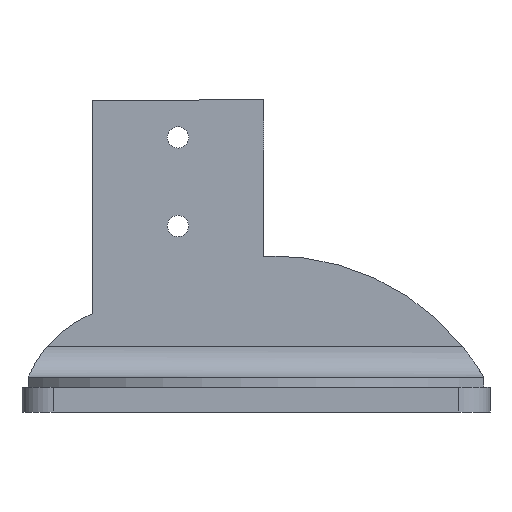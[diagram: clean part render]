
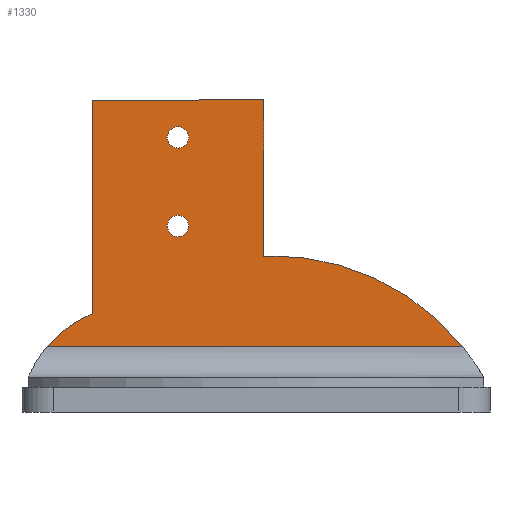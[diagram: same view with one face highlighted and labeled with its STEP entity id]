
A CAD part, front view. The second image highlights one B-rep face of the part: STEP entity #1330.
In plain terms, the highlighted planar face has unit normal (0, -1, 0).
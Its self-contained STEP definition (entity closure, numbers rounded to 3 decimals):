
#8 = ORIENTED_EDGE ( 'NONE', *, *, #1820, .F. ) ;
#42 = ORIENTED_EDGE ( 'NONE', *, *, #3021, .T. ) ;
#45 = ORIENTED_EDGE ( 'NONE', *, *, #1997, .T. ) ;
#54 = EDGE_CURVE ( 'NONE', #1130, #2782, #1215, .T. ) ;
#125 = DIRECTION ( 'NONE',  ( 0., 1., 0. ) ) ;
#179 = EDGE_CURVE ( 'NONE', #2383, #1130, #334, .T. ) ;
#206 = LINE ( 'NONE', #1696, #1709 ) ;
#257 = CIRCLE ( 'NONE', #2161, 3.4 ) ;
#259 = ORIENTED_EDGE ( 'NONE', *, *, #54, .F. ) ;
#334 = LINE ( 'NONE', #2459, #1686 ) ;
#376 = AXIS2_PLACEMENT_3D ( 'NONE', #1348, #653, #1092 ) ;
#473 = AXIS2_PLACEMENT_3D ( 'NONE', #2934, #2445, #1501 ) ;
#481 = DIRECTION ( 'NONE',  ( 1., 0., 0. ) ) ;
#584 = CARTESIAN_POINT ( 'NONE',  ( -41.95, -27.5, 21. ) ) ;
#613 = DIRECTION ( 'NONE',  ( 0., 0., -1. ) ) ;
#653 = DIRECTION ( 'NONE',  ( 0., 1., 0. ) ) ;
#741 = EDGE_LOOP ( 'NONE', ( #42, #1923 ) ) ;
#807 = VECTOR ( 'NONE', #481, 1000. ) ;
#916 = DIRECTION ( 'NONE',  ( 0., 1., 0. ) ) ;
#918 = CARTESIAN_POINT ( 'NONE',  ( 0., -27.5, 100. ) ) ;
#938 = EDGE_CURVE ( 'NONE', #2782, #2855, #2187, .T. ) ;
#1016 = ORIENTED_EDGE ( 'NONE', *, *, #938, .F. ) ;
#1042 = VERTEX_POINT ( 'NONE', #1966 ) ;
#1056 = CARTESIAN_POINT ( 'NONE',  ( -27.5, -27.5, 100. ) ) ;
#1090 = EDGE_LOOP ( 'NONE', ( #2839, #45 ) ) ;
#1092 = DIRECTION ( 'NONE',  ( 0., 0., -1. ) ) ;
#1106 = DIRECTION ( 'NONE',  ( 0., 0., -1. ) ) ;
#1130 = VERTEX_POINT ( 'NONE', #1056 ) ;
#1172 = FACE_OUTER_BOUND ( 'NONE', #2427, .T. ) ;
#1190 = CARTESIAN_POINT ( 'NONE',  ( 0., -27.5, 63. ) ) ;
#1215 = LINE ( 'NONE', #2838, #807 ) ;
#1276 = AXIS2_PLACEMENT_3D ( 'NONE', #1377, #916, #1862 ) ;
#1311 = DIRECTION ( 'NONE',  ( 0., 0., -1. ) ) ;
#1330 = ADVANCED_FACE ( 'NONE', ( #2522, #2555, #1172 ), #2567, .F. ) ;
#1348 = CARTESIAN_POINT ( 'NONE',  ( 0., -27.5, 59.6 ) ) ;
#1363 = CIRCLE ( 'NONE', #376, 3.4 ) ;
#1369 = DIRECTION ( 'NONE',  ( 0., 1., 0. ) ) ;
#1377 = CARTESIAN_POINT ( 'NONE',  ( -13.395, -27.5, -3.105 ) ) ;
#1407 = CARTESIAN_POINT ( 'NONE',  ( 91.143, -27.5, 21. ) ) ;
#1437 = VERTEX_POINT ( 'NONE', #1190 ) ;
#1480 = DIRECTION ( 'NONE',  ( 0., 1., 0. ) ) ;
#1501 = DIRECTION ( 'NONE',  ( 0., 0., -1. ) ) ;
#1523 = ORIENTED_EDGE ( 'NONE', *, *, #1525, .F. ) ;
#1525 = EDGE_CURVE ( 'NONE', #2341, #2070, #206, .T. ) ;
#1544 = CARTESIAN_POINT ( 'NONE',  ( 0., -27.5, 59.6 ) ) ;
#1686 = VECTOR ( 'NONE', #1988, 1000. ) ;
#1696 = CARTESIAN_POINT ( 'NONE',  ( 0., -27.5, 21. ) ) ;
#1700 = ORIENTED_EDGE ( 'NONE', *, *, #1776, .F. ) ;
#1709 = VECTOR ( 'NONE', #1946, 1000. ) ;
#1716 = EDGE_CURVE ( 'NONE', #1437, #1042, #1363, .T. ) ;
#1776 = EDGE_CURVE ( 'NONE', #2855, #2341, #2266, .T. ) ;
#1791 = CARTESIAN_POINT ( 'NONE',  ( 27.5, -27.5, 50. ) ) ;
#1820 = EDGE_CURVE ( 'NONE', #2070, #2383, #2898, .T. ) ;
#1854 = ORIENTED_EDGE ( 'NONE', *, *, #179, .F. ) ;
#1862 = DIRECTION ( 'NONE',  ( 0., 0., -1. ) ) ;
#1872 = CARTESIAN_POINT ( 'NONE',  ( 27.5, -27.5, 50. ) ) ;
#1884 = CIRCLE ( 'NONE', #473, 3.4 ) ;
#1923 = ORIENTED_EDGE ( 'NONE', *, *, #1716, .T. ) ;
#1946 = DIRECTION ( 'NONE',  ( -1., 0., 0. ) ) ;
#1966 = CARTESIAN_POINT ( 'NONE',  ( 0., -27.5, 56.2 ) ) ;
#1988 = DIRECTION ( 'NONE',  ( 0., 0., 1. ) ) ;
#1997 = EDGE_CURVE ( 'NONE', #2917, #2890, #2638, .T. ) ;
#2070 = VERTEX_POINT ( 'NONE', #584 ) ;
#2093 = DIRECTION ( 'NONE',  ( 0., 1., 0. ) ) ;
#2146 = CARTESIAN_POINT ( 'NONE',  ( 0., -27.5, 84.6 ) ) ;
#2161 = AXIS2_PLACEMENT_3D ( 'NONE', #1544, #125, #1311 ) ;
#2184 = CARTESIAN_POINT ( 'NONE',  ( 0., -27.5, 88. ) ) ;
#2187 = LINE ( 'NONE', #1791, #2598 ) ;
#2208 = AXIS2_PLACEMENT_3D ( 'NONE', #2292, #1369, #1106 ) ;
#2266 = CIRCLE ( 'NONE', #2208, 78.07 ) ;
#2292 = CARTESIAN_POINT ( 'NONE',  ( 30.379, -27.5, -28.017 ) ) ;
#2341 = VERTEX_POINT ( 'NONE', #1407 ) ;
#2383 = VERTEX_POINT ( 'NONE', #2581 ) ;
#2409 = CARTESIAN_POINT ( 'NONE',  ( 0., -27.5, 91.4 ) ) ;
#2427 = EDGE_LOOP ( 'NONE', ( #1700, #1016, #259, #1854, #8, #1523 ) ) ;
#2445 = DIRECTION ( 'NONE',  ( 0., 1., 0. ) ) ;
#2459 = CARTESIAN_POINT ( 'NONE',  ( -27.5, -27.5, 100. ) ) ;
#2483 = AXIS2_PLACEMENT_3D ( 'NONE', #918, #2093, #2800 ) ;
#2522 = FACE_BOUND ( 'NONE', #741, .T. ) ;
#2555 = FACE_BOUND ( 'NONE', #1090, .T. ) ;
#2567 = PLANE ( 'NONE',  #2483 ) ;
#2573 = CARTESIAN_POINT ( 'NONE',  ( 27.5, -27.5, 100. ) ) ;
#2581 = CARTESIAN_POINT ( 'NONE',  ( -27.5, -27.5, 31.5 ) ) ;
#2598 = VECTOR ( 'NONE', #613, 1000. ) ;
#2638 = CIRCLE ( 'NONE', #2874, 3.4 ) ;
#2782 = VERTEX_POINT ( 'NONE', #2573 ) ;
#2800 = DIRECTION ( 'NONE',  ( 0., 0., 1. ) ) ;
#2838 = CARTESIAN_POINT ( 'NONE',  ( 27.5, -27.5, 100. ) ) ;
#2839 = ORIENTED_EDGE ( 'NONE', *, *, #2968, .T. ) ;
#2855 = VERTEX_POINT ( 'NONE', #1872 ) ;
#2874 = AXIS2_PLACEMENT_3D ( 'NONE', #2184, #1480, #2915 ) ;
#2890 = VERTEX_POINT ( 'NONE', #2146 ) ;
#2898 = CIRCLE ( 'NONE', #1276, 37.369 ) ;
#2915 = DIRECTION ( 'NONE',  ( 0., 0., -1. ) ) ;
#2917 = VERTEX_POINT ( 'NONE', #2409 ) ;
#2934 = CARTESIAN_POINT ( 'NONE',  ( 0., -27.5, 88. ) ) ;
#2968 = EDGE_CURVE ( 'NONE', #2890, #2917, #1884, .T. ) ;
#3021 = EDGE_CURVE ( 'NONE', #1042, #1437, #257, .T. ) ;
